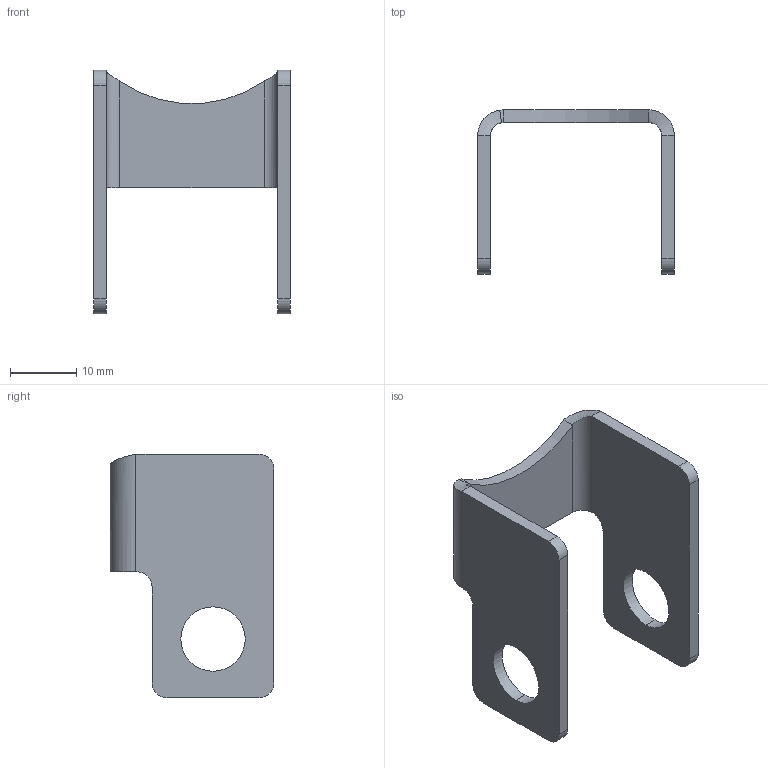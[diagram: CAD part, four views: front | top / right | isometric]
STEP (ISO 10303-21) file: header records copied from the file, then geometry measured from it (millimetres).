
FILE_DESCRIPTION (( 'STEP AP214' ), '1' );
FILE_NAME ('Upper Clevis.STEP', '2025-03-03T00:52:41', ( '' ), ( '' ), 'SwSTEP 2.0', 'SolidWorks 2024', '' );
FILE_SCHEMA (( 'AUTOMOTIVE_DESIGN' ));
Length unit declared in the file: inch
Products named in the file (1): Upper Clevis
Bounding box: 29.72 x 24.77 x 36.83 mm (x, y, z)
Volume: 3334.4 mm3; surface area: 4096.6 mm2
Topology: 1 solids, 1 shells, 39 faces, 98 edges, 61 vertices
Faces by surface type: plane 19, cylinder 17, bspline 3
Entity records: 1312 total; most frequent: CARTESIAN_POINT 349, ORIENTED_EDGE 196, DIRECTION 191, EDGE_CURVE 98, AXIS2_PLACEMENT_3D 67, VERTEX_POINT 61, LINE 57, VECTOR 57
